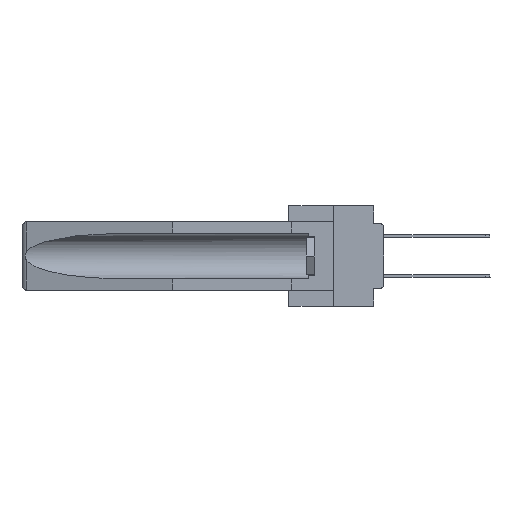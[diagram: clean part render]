
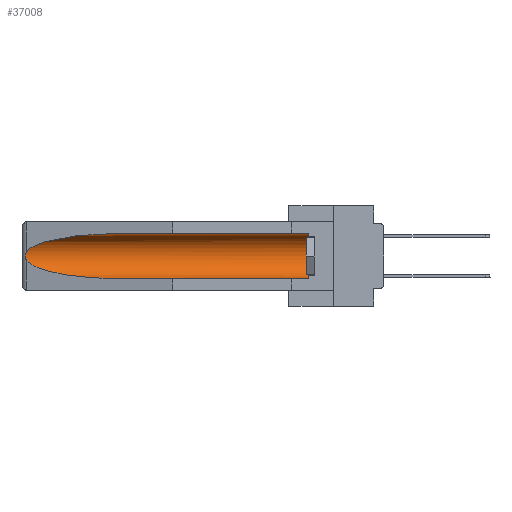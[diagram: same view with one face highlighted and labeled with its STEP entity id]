
A CAD part, left-side view. The second image highlights one B-rep face of the part: STEP entity #37008.
In plain terms, the highlighted cylindrical face has radius 2.857 mm (diameter 5.715 mm), a partial arc.
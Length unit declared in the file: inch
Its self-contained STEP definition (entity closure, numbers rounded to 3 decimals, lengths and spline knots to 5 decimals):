
#712 = CARTESIAN_POINT ( 'NONE',  ( 0.155, 0.126, -0.1715 ) ) ;
#1216 = CARTESIAN_POINT ( 'NONE',  ( 0.26537, 1.52718, -0.19328 ) ) ;
#1374 = ORIENTED_EDGE ( 'NONE', *, *, #36462, .T. ) ;
#1982 = CARTESIAN_POINT ( 'NONE',  ( 0.26537, 1.52718, -0.14972 ) ) ;
#2143 = AXIS2_PLACEMENT_3D ( 'NONE', #712, #18515, #33261 ) ;
#2171 = CARTESIAN_POINT ( 'NONE',  ( 0.25451, 1.48313, -0.09465 ) ) ;
#2309 = CARTESIAN_POINT ( 'NONE',  ( 0.2673, 1.5327, -0.16383 ) ) ;
#2502 = CARTESIAN_POINT ( 'NONE',  ( 0.2675, 1.53308, -0.16763 ) ) ;
#2757 = CARTESIAN_POINT ( 'NONE',  ( 0.155, 1.07973, -0.059 ) ) ;
#3066 = CARTESIAN_POINT ( 'NONE',  ( 0.155, 1.07973, -0.284 ) ) ;
#3459 = CARTESIAN_POINT ( 'NONE',  ( 0.155, 0.126, -0.284 ) ) ;
#3555 = DIRECTION ( 'NONE',  ( 0., 0., 1. ) ) ;
#3674 = CARTESIAN_POINT ( 'NONE',  ( 0.26537, 1.52718, -0.19328 ) ) ;
#5546 = EDGE_LOOP ( 'NONE', ( #24515, #17348, #34557, #30402, #34916, #1374 ) ) ;
#5734 = CARTESIAN_POINT ( 'NONE',  ( 0.155, -0.30754, -0.059 ) ) ;
#6024 = EDGE_CURVE ( 'NONE', #6296, #33624, #30741, .T. ) ;
#6097 = VERTEX_POINT ( 'NONE', #3459 ) ;
#6296 = VERTEX_POINT ( 'NONE', #31717 ) ;
#7644 = CARTESIAN_POINT ( 'NONE',  ( 0.26654, 1.53092, -0.15636 ) ) ;
#7902 = EDGE_CURVE ( 'NONE', #6097, #24442, #11449, .T. ) ;
#8007 =( BOUNDED_CURVE ( )  B_SPLINE_CURVE ( 3, ( #2757, #16707, #2171, #1982 ),
 .UNSPECIFIED., .F., .F. ) 
 B_SPLINE_CURVE_WITH_KNOTS ( ( 4, 4 ),
 ( 4.71239, 6.08839 ),
 .UNSPECIFIED. ) 
 CURVE ( )  GEOMETRIC_REPRESENTATION_ITEM ( )  RATIONAL_B_SPLINE_CURVE ( ( 1., 0.848, 0.848, 1. ) ) 
 REPRESENTATION_ITEM ( '' )  );
#8631 = EDGE_CURVE ( 'NONE', #25918, #6296, #8007, .T. ) ;
#9195 = FACE_OUTER_BOUND ( 'NONE', #5546, .T. ) ;
#9292 = CARTESIAN_POINT ( 'NONE',  ( 0.26655, 1.53094, -0.18657 ) ) ;
#9389 = DIRECTION ( 'NONE',  ( 0., 1., 0. ) ) ;
#9885 = CARTESIAN_POINT ( 'NONE',  ( 0.155, 1.07973, -0.284 ) ) ;
#10045 = CARTESIAN_POINT ( 'NONE',  ( 0.155, -0.30754, -0.284 ) ) ;
#10426 = LINE ( 'NONE', #10045, #11761 ) ;
#11449 = CIRCLE ( 'NONE', #2143, 0.1125 ) ;
#11761 = VECTOR ( 'NONE', #13501, 39.37008 ) ;
#11962 =( BOUNDED_CURVE ( )  B_SPLINE_CURVE ( 3, ( #3674, #32942, #33322, #9885 ),
 .UNSPECIFIED., .F., .T. ) 
 B_SPLINE_CURVE_WITH_KNOTS ( ( 4, 4 ),
 ( 0.1948, 1.5708 ),
 .UNSPECIFIED. ) 
 CURVE ( )  GEOMETRIC_REPRESENTATION_ITEM ( )  RATIONAL_B_SPLINE_CURVE ( ( 1., 0.848, 0.848, 1. ) ) 
 REPRESENTATION_ITEM ( '' )  );
#12675 = CARTESIAN_POINT ( 'NONE',  ( 0.155, -0.30754, -0.1715 ) ) ;
#13501 = DIRECTION ( 'NONE',  ( 0., 1., 0. ) ) ;
#14328 = CARTESIAN_POINT ( 'NONE',  ( 0.2675, 1.53308, -0.17534 ) ) ;
#14852 = DIRECTION ( 'NONE',  ( 0., 1., 0. ) ) ;
#15698 = CARTESIAN_POINT ( 'NONE',  ( 0.155, 0.126, -0.059 ) ) ;
#16707 = CARTESIAN_POINT ( 'NONE',  ( 0.21114, 1.30732, -0.059 ) ) ;
#17218 = CARTESIAN_POINT ( 'NONE',  ( 0.26537, 1.52718, -0.14972 ) ) ;
#17348 = ORIENTED_EDGE ( 'NONE', *, *, #6024, .T. ) ;
#18515 = DIRECTION ( 'NONE',  ( 0., -1., 0. ) ) ;
#21580 = EDGE_CURVE ( 'NONE', #33624, #23395, #11962, .T. ) ;
#22685 = CARTESIAN_POINT ( 'NONE',  ( 0.155, 1.07973, -0.059 ) ) ;
#23395 = VERTEX_POINT ( 'NONE', #3066 ) ;
#24384 = CARTESIAN_POINT ( 'NONE',  ( 0.26597, 1.5296, -0.19026 ) ) ;
#24442 = VERTEX_POINT ( 'NONE', #15698 ) ;
#24515 = ORIENTED_EDGE ( 'NONE', *, *, #8631, .T. ) ;
#25297 = AXIS2_PLACEMENT_3D ( 'NONE', #12675, #9389, #3555 ) ;
#25918 = VERTEX_POINT ( 'NONE', #22685 ) ;
#26701 = CARTESIAN_POINT ( 'NONE',  ( 0.26537, 1.52718, -0.19328 ) ) ;
#26988 = CYLINDRICAL_SURFACE ( 'NONE', #25297, 0.1125 ) ;
#29029 = CARTESIAN_POINT ( 'NONE',  ( 0.26597, 1.52961, -0.15275 ) ) ;
#29556 = LINE ( 'NONE', #5734, #31442 ) ;
#30402 = ORIENTED_EDGE ( 'NONE', *, *, #33316, .F. ) ;
#30741 = B_SPLINE_CURVE_WITH_KNOTS ( 'NONE', 3,
 ( #17218, #29029, #7644, #2309, #2502, #14328, #35237, #9292, #24384, #26701 ),
 .UNSPECIFIED., .F., .F.,
 ( 4, 2, 2, 2, 4 ),
 ( 0., 0.00029, 0.00058, 0.00087, 0.00117 ),
 .UNSPECIFIED. ) ;
#31442 = VECTOR ( 'NONE', #14852, 39.37008 ) ;
#31717 = CARTESIAN_POINT ( 'NONE',  ( 0.26537, 1.52718, -0.14972 ) ) ;
#32942 = CARTESIAN_POINT ( 'NONE',  ( 0.25451, 1.48313, -0.24835 ) ) ;
#33261 = DIRECTION ( 'NONE',  ( 0., 0., 1. ) ) ;
#33316 = EDGE_CURVE ( 'NONE', #6097, #23395, #10426, .T. ) ;
#33322 = CARTESIAN_POINT ( 'NONE',  ( 0.21114, 1.30732, -0.284 ) ) ;
#33624 = VERTEX_POINT ( 'NONE', #1216 ) ;
#34557 = ORIENTED_EDGE ( 'NONE', *, *, #21580, .T. ) ;
#34916 = ORIENTED_EDGE ( 'NONE', *, *, #7902, .T. ) ;
#35237 = CARTESIAN_POINT ( 'NONE',  ( 0.2673, 1.53269, -0.17917 ) ) ;
#36462 = EDGE_CURVE ( 'NONE', #24442, #25918, #29556, .T. ) ;
#37008 = ADVANCED_FACE ( 'NONE', ( #9195 ), #26988, .F. ) ;
